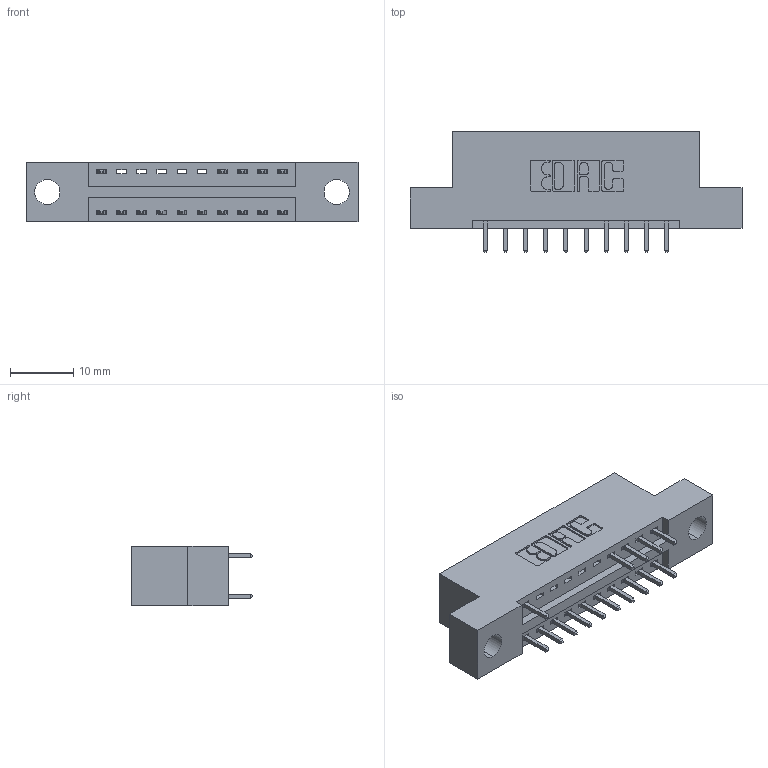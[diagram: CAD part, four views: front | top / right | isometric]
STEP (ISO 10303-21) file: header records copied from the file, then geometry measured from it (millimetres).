
FILE_DESCRIPTION (( 'STEP AP203' ), '1' );
FILE_NAME ('346-020-521-204.STEP', '2018-08-20T11:21:12', ( '' ), ( '' ), 'SwSTEP 2.0', 'SolidWorks 2016', '' );
FILE_SCHEMA (( 'CONFIG_CONTROL_DESIGN' ));
Length unit declared in the file: inch
Products named in the file (3): 346 Part_Flush Mounting Lugs - 0.156 Dia-TH; 345-292-001_345-293-121; 346-020-521-204
Assembly tree (16 placements, depth 2):
  346-020-521-204
    346 Part_Flush Mounting Lugs - 0.156 Dia-TH
    345-292-001_345-293-121  x15
Bounding box: 52.32 x 19.05 x 9.4 mm (x, y, z)
Volume: 4714.7 mm3; surface area: 5490.4 mm2
Topology: 16 solids, 16 shells, 932 faces, 2759 edges, 1818 vertices
Faces by surface type: plane 626, cylinder 306
Entity records: 10695 total; most frequent: CARTESIAN_POINT 1827, ORIENTED_EDGE 1766, DIRECTION 1657, EDGE_CURVE 883, VECTOR 711, LINE 711, VERTEX_POINT 586, AXIS2_PLACEMENT_3D 473
